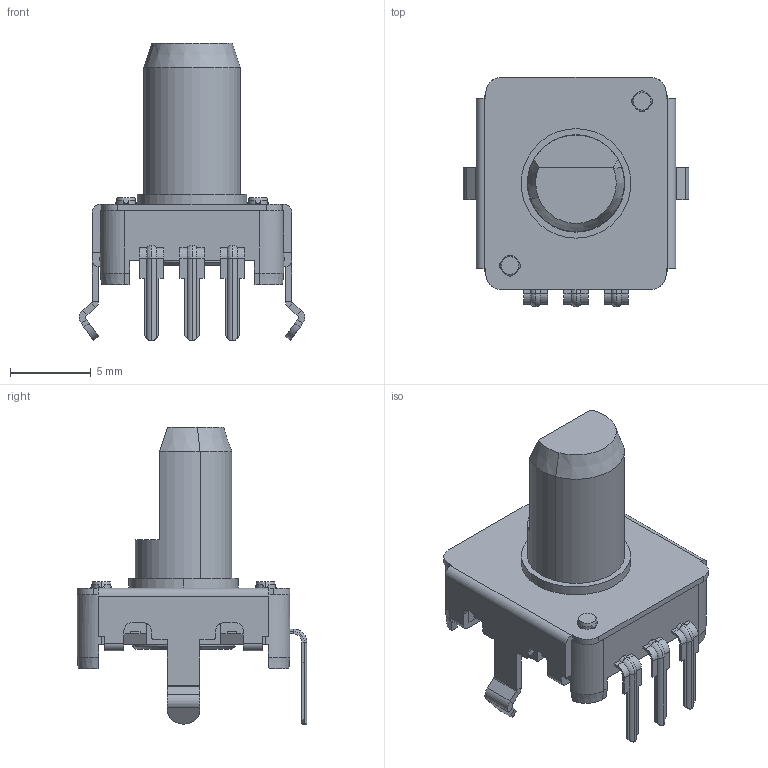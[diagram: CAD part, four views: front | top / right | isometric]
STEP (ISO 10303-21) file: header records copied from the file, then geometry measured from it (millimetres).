
FILE_DESCRIPTION(('STEP AP242'),'1');
FILE_NAME('ec12e24204a2.stp','2023-03-11T15:07:19',('TraceParts'),('TraceParts S.A.'),'Spatial InterOp 3D',' ',' ');
FILE_SCHEMA(('AP242_MANAGED_MODEL_BASED_3D_ENGINEERING_MIM_LF {1 0 10303 442 1 1 4}'));
Length unit declared in the file: millimetre
Products named in the file (1): ec12e24204a2
Bounding box: 14 x 14.25 x 18.5 mm (x, y, z)
Volume: 679.9 mm3; surface area: 1063.9 mm2
Topology: 1 solids, 1 shells, 483 faces, 1226 edges, 751 vertices
Faces by surface type: plane 311, cylinder 134, torus 21, cone 17
Entity records: 18274 total; most frequent: CARTESIAN_POINT 2775, ORIENTED_EDGE 2452, DIRECTION 2439, EDGE_CURVE 1226, LINE 889, VECTOR 889, AXIS2_PLACEMENT_3D 775, VERTEX_POINT 751
